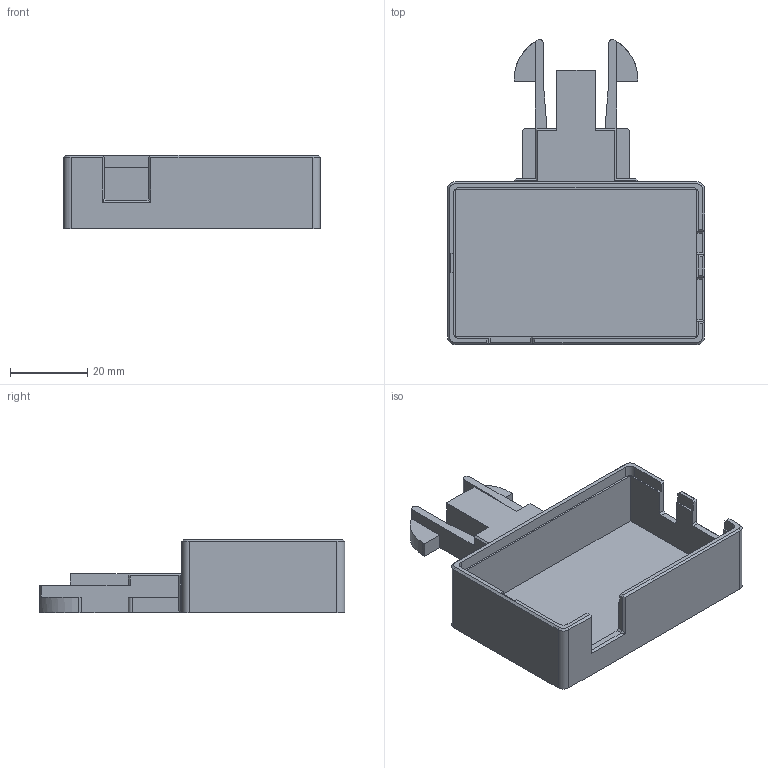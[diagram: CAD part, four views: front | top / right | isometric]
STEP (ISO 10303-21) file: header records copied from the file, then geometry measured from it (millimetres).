
FILE_DESCRIPTION(/* description */ (''),/* implementation_level */ '2;1');
FILE_NAME(/* name */ 'CASE_meowCarrier_503759_GoPro.step',/* time_stamp */ '2024-05-27T13:02:14-07:00',/* author */ (''),/* organization */ (''),/* preprocessor_version */ 'ST-DEVELOPER v20',/* originating_system */ 'Autodesk Translation Framework v13.14.0.145',/* authorisation */ '');
FILE_SCHEMA (('AUTOMOTIVE_DESIGN { 1 0 10303 214 3 1 1 }'));
Length unit declared in the file: millimetre
Products named in the file (5): meowCarrier; GoPro_Adapter2 v2; GoPro Clip v2; GoPro_Adapter; Adapter
Assembly tree (4 placements, depth 4):
  meowCarrier
    GoPro_Adapter2 v2
    GoPro Clip v2
      GoPro_Adapter
        Adapter
Bounding box: 66.5 x 78.97 x 18.9 mm (x, y, z)
Volume: 16426.5 mm3; surface area: 15413.2 mm2
Topology: 1 solids, 1 shells, 144 faces, 380 edges, 238 vertices
Faces by surface type: plane 126, cylinder 14, cone 4
Entity records: 4454 total; most frequent: CARTESIAN_POINT 771, ORIENTED_EDGE 760, DIRECTION 720, EDGE_CURVE 380, LINE 346, VECTOR 346, VERTEX_POINT 238, AXIS2_PLACEMENT_3D 187
